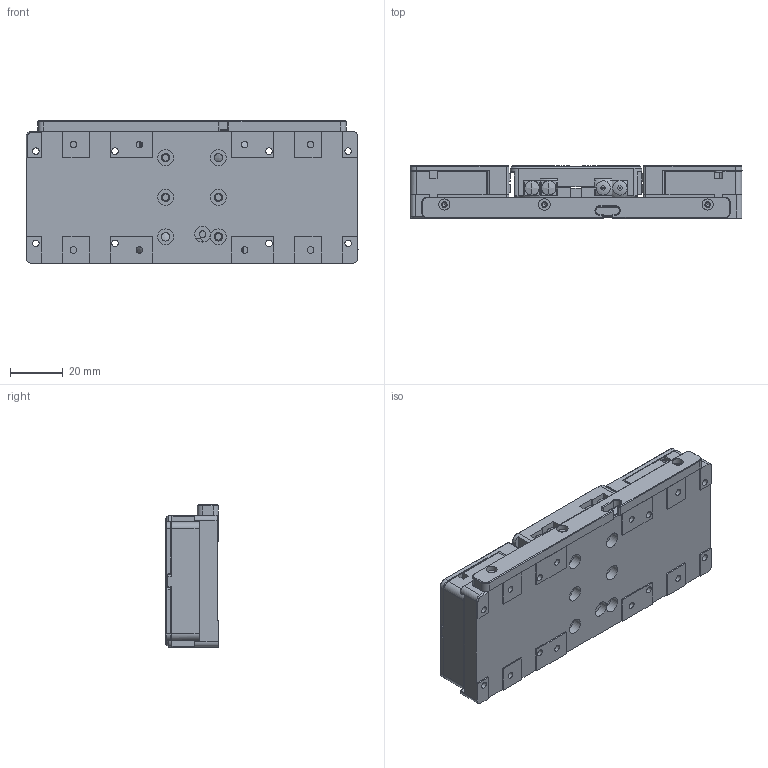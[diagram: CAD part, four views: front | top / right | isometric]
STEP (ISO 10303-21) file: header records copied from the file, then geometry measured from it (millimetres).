
FILE_DESCRIPTION (( 'STEP AP203' ), '1' );
FILE_NAME ('5100007cust(1).STEP', '2025-04-17T03:26:22', ( 'Windows User' ), ( 'P R C' ), 'SwSTEP 2.0', 'SolidWorks 2020', '' );
FILE_SCHEMA (( 'CONFIG_CONTROL_DESIGN' ));
Products named in the file (1): 5100007cust(1)
Bounding box: 126 x 20 x 54 mm (x, y, z)
Volume: 99754.1 mm3; surface area: 60593.7 mm2
Topology: 12 solids, 14 shells, 1562 faces, 4357 edges, 2814 vertices
Faces by surface type: plane 893, cylinder 437, cone 212, bspline 16, torus 4
Full cylindrical faces by diameter (mm): 1.6 x20, 2 x18, 2.2 x15, 2.5 x26, 2.55 x12, 3.2 x12, 3.3 x12, 4.2 x14, 4.4 x13, 5.8 x8, 6 x7, 6.5 x6
Entity records: 56029 total; most frequent: CARTESIAN_POINT 19410, ORIENTED_EDGE 7870, DIRECTION 6546, EDGE_CURVE 3935, VERTEX_POINT 2682, LINE 2234, VECTOR 2234, AXIS2_PLACEMENT_3D 2156
